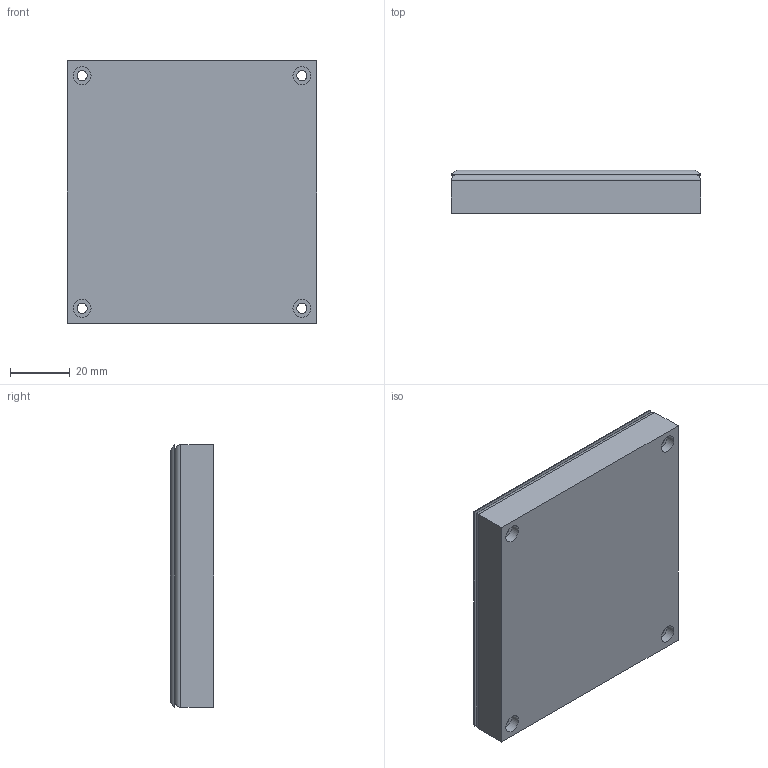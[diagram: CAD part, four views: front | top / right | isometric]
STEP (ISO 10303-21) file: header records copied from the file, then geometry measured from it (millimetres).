
FILE_DESCRIPTION(/* description */ (''),/* implementation_level */ '2;1');
FILE_NAME(/* name */ 'Case.step',/* time_stamp */ '2025-07-10T01:35:50-07:00',/* author */ (''),/* organization */ (''),/* preprocessor_version */ 'ST-DEVELOPER v20.1',/* originating_system */ 'Autodesk Translation Framework v14.10.0.0',/* authorisation */ '');
FILE_SCHEMA (('AUTOMOTIVE_DESIGN { 1 0 10303 214 3 1 1 }'));
Length unit declared in the file: millimetre
Products named in the file (4): (Unsaved); Hackpad; Component1; Top Case
Assembly tree (3 placements, depth 3):
  (Unsaved)
    Hackpad
      Component1
    Top Case
Bounding box: 83.8 x 14.5 x 88.1 mm (x, y, z)
Volume: 70946.4 mm3; surface area: 43558.7 mm2
Topology: 3 solids, 3 shells, 391 faces, 1082 edges, 720 vertices
Faces by surface type: bspline 213, plane 132, cylinder 46
Full cylindrical faces by diameter (mm): 3.4 x8, 6 x4
Entity records: 15037 total; most frequent: CARTESIAN_POINT 6263, ORIENTED_EDGE 2164, DIRECTION 1110, EDGE_CURVE 1082, VERTEX_POINT 720, LINE 572, VECTOR 572, EDGE_LOOP 444
